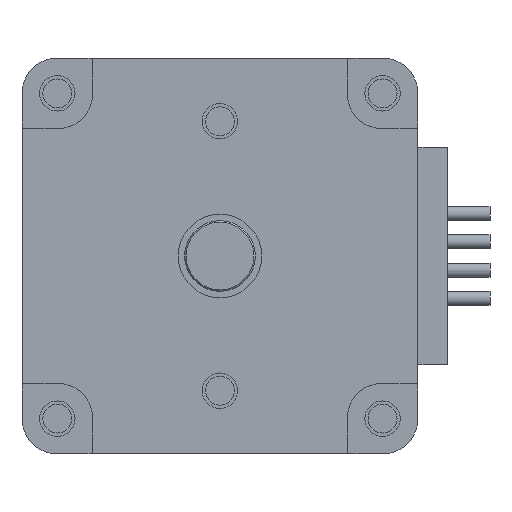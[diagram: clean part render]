
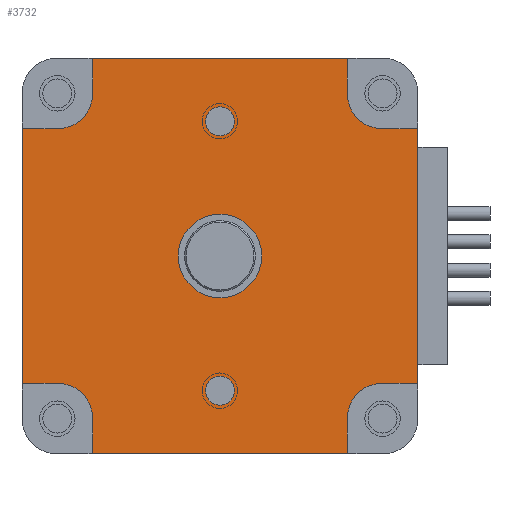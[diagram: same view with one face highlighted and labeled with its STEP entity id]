
A CAD part, front view. The second image highlights one B-rep face of the part: STEP entity #3732.
In plain terms, the highlighted planar face has unit normal (0, -1, 0).
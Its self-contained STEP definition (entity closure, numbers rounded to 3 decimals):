
#2133=CARTESIAN_POINT('',(-8.9,0.,-13.9));
#2134=DIRECTION('',(0.,-1.,0.));
#2135=DIRECTION('',(-1.,0.,0.));
#2136=AXIS2_PLACEMENT_3D('',#2133,#2134,#2135);
#2141=DIRECTION('',(0.,0.,1.));
#2142=VECTOR('',#2141,2.4);
#2143=CARTESIAN_POINT('',(-9.,0.,-13.9));
#2144=LINE('',#2143,#2142);
#2148=DIRECTION('',(1.,0.,0.));
#2149=VECTOR('',#2148,2.4);
#2150=CARTESIAN_POINT('',(-13.9,0.,-9.));
#2151=LINE('',#2150,#2149);
#2155=CARTESIAN_POINT('',(-13.9,0.,-8.9));
#2156=DIRECTION('',(0.,-1.,0.));
#2157=DIRECTION('',(-1.,0.,0.));
#2158=AXIS2_PLACEMENT_3D('',#2155,#2156,#2157);
#2163=DIRECTION('',(0.,0.,1.));
#2164=VECTOR('',#2163,17.8);
#2165=CARTESIAN_POINT('',(-14.,0.,-8.9));
#2166=LINE('',#2165,#2164);
#2170=CARTESIAN_POINT('',(-13.9,0.,8.9));
#2171=DIRECTION('',(0.,-1.,0.));
#2172=DIRECTION('',(0.,0.,1.));
#2173=AXIS2_PLACEMENT_3D('',#2170,#2171,#2172);
#2178=DIRECTION('',(1.,0.,0.));
#2179=VECTOR('',#2178,2.4);
#2180=CARTESIAN_POINT('',(-13.9,0.,9.));
#2181=LINE('',#2180,#2179);
#2185=DIRECTION('',(0.,0.,-1.));
#2186=VECTOR('',#2185,2.4);
#2187=CARTESIAN_POINT('',(-9.,0.,13.9));
#2188=LINE('',#2187,#2186);
#2192=CARTESIAN_POINT('',(-8.9,0.,13.9));
#2193=DIRECTION('',(0.,-1.,0.));
#2194=DIRECTION('',(0.,0.,1.));
#2195=AXIS2_PLACEMENT_3D('',#2192,#2193,#2194);
#2200=DIRECTION('',(1.,0.,0.));
#2201=VECTOR('',#2200,17.8);
#2202=CARTESIAN_POINT('',(-8.9,0.,14.));
#2203=LINE('',#2202,#2201);
#2207=CARTESIAN_POINT('',(8.9,0.,13.9));
#2208=DIRECTION('',(0.,-1.,0.));
#2209=DIRECTION('',(1.,0.,0.));
#2210=AXIS2_PLACEMENT_3D('',#2207,#2208,#2209);
#2215=DIRECTION('',(0.,0.,-1.));
#2216=VECTOR('',#2215,2.4);
#2217=CARTESIAN_POINT('',(9.,0.,13.9));
#2218=LINE('',#2217,#2216);
#2222=DIRECTION('',(-1.,0.,0.));
#2223=VECTOR('',#2222,2.4);
#2224=CARTESIAN_POINT('',(13.9,0.,9.));
#2225=LINE('',#2224,#2223);
#2229=CARTESIAN_POINT('',(13.9,0.,8.9));
#2230=DIRECTION('',(0.,-1.,0.));
#2231=DIRECTION('',(1.,0.,0.));
#2232=AXIS2_PLACEMENT_3D('',#2229,#2230,#2231);
#2237=DIRECTION('',(0.,0.,-1.));
#2238=VECTOR('',#2237,17.8);
#2239=CARTESIAN_POINT('',(14.,0.,8.9));
#2240=LINE('',#2239,#2238);
#2244=CARTESIAN_POINT('',(13.9,0.,-8.9));
#2245=DIRECTION('',(0.,-1.,0.));
#2246=DIRECTION('',(0.,0.,-1.));
#2247=AXIS2_PLACEMENT_3D('',#2244,#2245,#2246);
#2252=DIRECTION('',(-1.,0.,0.));
#2253=VECTOR('',#2252,2.4);
#2254=CARTESIAN_POINT('',(13.9,0.,-9.));
#2255=LINE('',#2254,#2253);
#2259=DIRECTION('',(0.,0.,1.));
#2260=VECTOR('',#2259,2.4);
#2261=CARTESIAN_POINT('',(9.,0.,-13.9));
#2262=LINE('',#2261,#2260);
#2266=CARTESIAN_POINT('',(8.9,0.,-13.9));
#2267=DIRECTION('',(0.,-1.,0.));
#2268=DIRECTION('',(0.,0.,-1.));
#2269=AXIS2_PLACEMENT_3D('',#2266,#2267,#2268);
#2274=DIRECTION('',(-1.,0.,0.));
#2275=VECTOR('',#2274,17.8);
#2276=CARTESIAN_POINT('',(8.9,0.,-14.));
#2277=LINE('',#2276,#2275);
#2281=CARTESIAN_POINT('',(0.,0.,0.));
#2282=DIRECTION('',(0.,1.,0.));
#2283=DIRECTION('',(-1.,0.,0.));
#2284=AXIS2_PLACEMENT_3D('',#2281,#2282,#2283);
#2289=CARTESIAN_POINT('',(0.,0.,0.));
#2290=DIRECTION('',(0.,1.,0.));
#2291=DIRECTION('',(1.,0.,0.));
#2292=AXIS2_PLACEMENT_3D('',#2289,#2290,#2291);
#2297=CARTESIAN_POINT('',(0.,0.,-9.525));
#2298=DIRECTION('',(0.,-1.,0.));
#2299=DIRECTION('',(-1.,0.,0.));
#2300=AXIS2_PLACEMENT_3D('',#2297,#2298,#2299);
#2305=CARTESIAN_POINT('',(0.,0.,-9.525));
#2306=DIRECTION('',(0.,-1.,0.));
#2307=DIRECTION('',(1.,0.,0.));
#2308=AXIS2_PLACEMENT_3D('',#2305,#2306,#2307);
#2313=CARTESIAN_POINT('',(0.,0.,9.525));
#2314=DIRECTION('',(0.,1.,0.));
#2315=DIRECTION('',(-1.,0.,0.));
#2316=AXIS2_PLACEMENT_3D('',#2313,#2314,#2315);
#2321=CARTESIAN_POINT('',(0.,0.,9.525));
#2322=DIRECTION('',(0.,1.,0.));
#2323=DIRECTION('',(1.,0.,0.));
#2324=AXIS2_PLACEMENT_3D('',#2321,#2322,#2323);
#2453=CARTESIAN_POINT('',(-11.5,0.,-11.5));
#2454=DIRECTION('',(0.,1.,0.));
#2455=DIRECTION('',(0.,0.,1.));
#2456=AXIS2_PLACEMENT_3D('',#2453,#2454,#2455);
#2959=CARTESIAN_POINT('',(-11.5,0.,11.5));
#2960=DIRECTION('',(0.,1.,0.));
#2961=DIRECTION('',(1.,0.,0.));
#2962=AXIS2_PLACEMENT_3D('',#2959,#2960,#2961);
#3071=CARTESIAN_POINT('',(11.5,0.,11.5));
#3072=DIRECTION('',(0.,1.,0.));
#3073=DIRECTION('',(0.,0.,-1.));
#3074=AXIS2_PLACEMENT_3D('',#3071,#3072,#3073);
#3405=CARTESIAN_POINT('',(11.5,0.,-11.5));
#3406=DIRECTION('',(0.,1.,0.));
#3407=DIRECTION('',(-1.,0.,0.));
#3408=AXIS2_PLACEMENT_3D('',#3405,#3406,#3407);
#3451=CARTESIAN_POINT('',(11.5,0.,9.));
#3452=VERTEX_POINT('',#3451);
#3453=CARTESIAN_POINT('',(9.,0.,11.5));
#3454=VERTEX_POINT('',#3453);
#3455=CARTESIAN_POINT('',(14.,0.,8.9));
#3456=CARTESIAN_POINT('',(13.9,0.,9.));
#3457=VERTEX_POINT('',#3455);
#3458=VERTEX_POINT('',#3456);
#3463=CARTESIAN_POINT('',(9.,0.,13.9));
#3465=VERTEX_POINT('',#3463);
#3467=CARTESIAN_POINT('',(8.9,0.,14.));
#3468=VERTEX_POINT('',#3467);
#3476=CARTESIAN_POINT('',(-11.5,0.,9.));
#3478=VERTEX_POINT('',#3476);
#3481=CARTESIAN_POINT('',(-9.,0.,11.5));
#3482=VERTEX_POINT('',#3481);
#3483=CARTESIAN_POINT('',(-13.9,0.,9.));
#3485=VERTEX_POINT('',#3483);
#3487=CARTESIAN_POINT('',(-14.,0.,8.9));
#3488=VERTEX_POINT('',#3487);
#3491=CARTESIAN_POINT('',(-8.9,0.,14.));
#3492=CARTESIAN_POINT('',(-9.,0.,13.9));
#3493=VERTEX_POINT('',#3491);
#3494=VERTEX_POINT('',#3492);
#3507=CARTESIAN_POINT('',(-11.5,0.,-9.));
#3508=CARTESIAN_POINT('',(-9.,0.,-11.5));
#3509=VERTEX_POINT('',#3507);
#3510=VERTEX_POINT('',#3508);
#3516=CARTESIAN_POINT('',(11.5,0.,-9.));
#3518=VERTEX_POINT('',#3516);
#3521=CARTESIAN_POINT('',(9.,0.,-11.5));
#3522=VERTEX_POINT('',#3521);
#3523=CARTESIAN_POINT('',(8.9,0.,-14.));
#3524=CARTESIAN_POINT('',(9.,0.,-13.9));
#3525=VERTEX_POINT('',#3523);
#3526=VERTEX_POINT('',#3524);
#3527=CARTESIAN_POINT('',(13.9,0.,-9.));
#3528=VERTEX_POINT('',#3527);
#3529=CARTESIAN_POINT('',(14.,0.,-8.9));
#3530=VERTEX_POINT('',#3529);
#3539=CARTESIAN_POINT('',(-9.,0.,-13.9));
#3541=VERTEX_POINT('',#3539);
#3543=CARTESIAN_POINT('',(-8.9,0.,-14.));
#3544=VERTEX_POINT('',#3543);
#3547=CARTESIAN_POINT('',(-14.,0.,-8.9));
#3548=CARTESIAN_POINT('',(-13.9,0.,-9.));
#3549=VERTEX_POINT('',#3547);
#3550=VERTEX_POINT('',#3548);
#3587=CARTESIAN_POINT('',(-2.95,0.,0.));
#3588=CARTESIAN_POINT('',(2.95,0.,0.));
#3589=VERTEX_POINT('',#3587);
#3590=VERTEX_POINT('',#3588);
#3643=CARTESIAN_POINT('',(-1.025,0.,-9.525));
#3644=CARTESIAN_POINT('',(1.025,0.,-9.525));
#3645=VERTEX_POINT('',#3643);
#3646=VERTEX_POINT('',#3644);
#3652=CARTESIAN_POINT('',(-1.025,0.,9.525));
#3654=VERTEX_POINT('',#3652);
#3656=CARTESIAN_POINT('',(1.025,0.,9.525));
#3658=VERTEX_POINT('',#3656);
#3659=CARTESIAN_POINT('',(0.,0.,0.));
#3660=DIRECTION('',(0.,1.,0.));
#3661=DIRECTION('',(1.,0.,0.));
#3662=AXIS2_PLACEMENT_3D('',#3659,#3660,#3661);
#3663=PLANE('',#3662);
#3665=ORIENTED_EDGE('',*,*,#3664,.F.);
#3667=ORIENTED_EDGE('',*,*,#3666,.T.);
#3669=ORIENTED_EDGE('',*,*,#3668,.F.);
#3671=ORIENTED_EDGE('',*,*,#3670,.F.);
#3673=ORIENTED_EDGE('',*,*,#3672,.F.);
#3675=ORIENTED_EDGE('',*,*,#3674,.T.);
#3677=ORIENTED_EDGE('',*,*,#3676,.F.);
#3679=ORIENTED_EDGE('',*,*,#3678,.T.);
#3681=ORIENTED_EDGE('',*,*,#3680,.F.);
#3683=ORIENTED_EDGE('',*,*,#3682,.F.);
#3685=ORIENTED_EDGE('',*,*,#3684,.F.);
#3687=ORIENTED_EDGE('',*,*,#3686,.T.);
#3689=ORIENTED_EDGE('',*,*,#3688,.F.);
#3691=ORIENTED_EDGE('',*,*,#3690,.T.);
#3693=ORIENTED_EDGE('',*,*,#3692,.F.);
#3695=ORIENTED_EDGE('',*,*,#3694,.F.);
#3697=ORIENTED_EDGE('',*,*,#3696,.F.);
#3699=ORIENTED_EDGE('',*,*,#3698,.T.);
#3701=ORIENTED_EDGE('',*,*,#3700,.F.);
#3703=ORIENTED_EDGE('',*,*,#3702,.T.);
#3705=ORIENTED_EDGE('',*,*,#3704,.F.);
#3707=ORIENTED_EDGE('',*,*,#3706,.F.);
#3709=ORIENTED_EDGE('',*,*,#3708,.F.);
#3711=ORIENTED_EDGE('',*,*,#3710,.T.);
#3712=EDGE_LOOP('',(#3665,#3667,#3669,#3671,#3673,#3675,#3677,#3679,#3681,#3683,
#3685,#3687,#3689,#3691,#3693,#3695,#3697,#3699,#3701,#3703,#3705,#3707,#3709,
#3711));
#3713=FACE_OUTER_BOUND('',#3712,.F.);
#3715=ORIENTED_EDGE('',*,*,#3714,.F.);
#3717=ORIENTED_EDGE('',*,*,#3716,.F.);
#3718=EDGE_LOOP('',(#3715,#3717));
#3719=FACE_BOUND('',#3718,.F.);
#3721=ORIENTED_EDGE('',*,*,#3720,.T.);
#3723=ORIENTED_EDGE('',*,*,#3722,.T.);
#3724=EDGE_LOOP('',(#3721,#3723));
#3725=FACE_BOUND('',#3724,.F.);
#3727=ORIENTED_EDGE('',*,*,#3726,.F.);
#3729=ORIENTED_EDGE('',*,*,#3728,.F.);
#3730=EDGE_LOOP('',(#3727,#3729));
#3731=FACE_BOUND('',#3730,.F.);
#3732=ADVANCED_FACE('',(#3713,#3719,#3725,#3731),#3663,.F.);
#2137=CIRCLE('',#2136,0.1);
#2159=CIRCLE('',#2158,0.1);
#2174=CIRCLE('',#2173,0.1);
#2196=CIRCLE('',#2195,0.1);
#2211=CIRCLE('',#2210,0.1);
#2233=CIRCLE('',#2232,0.1);
#2248=CIRCLE('',#2247,0.1);
#2270=CIRCLE('',#2269,0.1);
#2285=CIRCLE('',#2284,2.95);
#2293=CIRCLE('',#2292,2.95);
#2301=CIRCLE('',#2300,1.025);
#2309=CIRCLE('',#2308,1.025);
#2317=CIRCLE('',#2316,1.025);
#2325=CIRCLE('',#2324,1.025);
#2457=CIRCLE('',#2456,2.5);
#2963=CIRCLE('',#2962,2.5);
#3075=CIRCLE('',#3074,2.5);
#3409=CIRCLE('',#3408,2.5);
#3664=EDGE_CURVE('',#3541,#3544,#2137,.T.);
#3666=EDGE_CURVE('',#3541,#3510,#2144,.T.);
#3668=EDGE_CURVE('',#3509,#3510,#2457,.T.);
#3670=EDGE_CURVE('',#3550,#3509,#2151,.T.);
#3672=EDGE_CURVE('',#3549,#3550,#2159,.T.);
#3674=EDGE_CURVE('',#3549,#3488,#2166,.T.);
#3676=EDGE_CURVE('',#3485,#3488,#2174,.T.);
#3678=EDGE_CURVE('',#3485,#3478,#2181,.T.);
#3680=EDGE_CURVE('',#3482,#3478,#2963,.T.);
#3682=EDGE_CURVE('',#3494,#3482,#2188,.T.);
#3684=EDGE_CURVE('',#3493,#3494,#2196,.T.);
#3686=EDGE_CURVE('',#3493,#3468,#2203,.T.);
#3688=EDGE_CURVE('',#3465,#3468,#2211,.T.);
#3690=EDGE_CURVE('',#3465,#3454,#2218,.T.);
#3692=EDGE_CURVE('',#3452,#3454,#3075,.T.);
#3694=EDGE_CURVE('',#3458,#3452,#2225,.T.);
#3696=EDGE_CURVE('',#3457,#3458,#2233,.T.);
#3698=EDGE_CURVE('',#3457,#3530,#2240,.T.);
#3700=EDGE_CURVE('',#3528,#3530,#2248,.T.);
#3702=EDGE_CURVE('',#3528,#3518,#2255,.T.);
#3704=EDGE_CURVE('',#3522,#3518,#3409,.T.);
#3706=EDGE_CURVE('',#3526,#3522,#2262,.T.);
#3708=EDGE_CURVE('',#3525,#3526,#2270,.T.);
#3710=EDGE_CURVE('',#3525,#3544,#2277,.T.);
#3714=EDGE_CURVE('',#3589,#3590,#2285,.T.);
#3716=EDGE_CURVE('',#3590,#3589,#2293,.T.);
#3720=EDGE_CURVE('',#3645,#3646,#2301,.T.);
#3722=EDGE_CURVE('',#3646,#3645,#2309,.T.);
#3726=EDGE_CURVE('',#3654,#3658,#2317,.T.);
#3728=EDGE_CURVE('',#3658,#3654,#2325,.T.);
